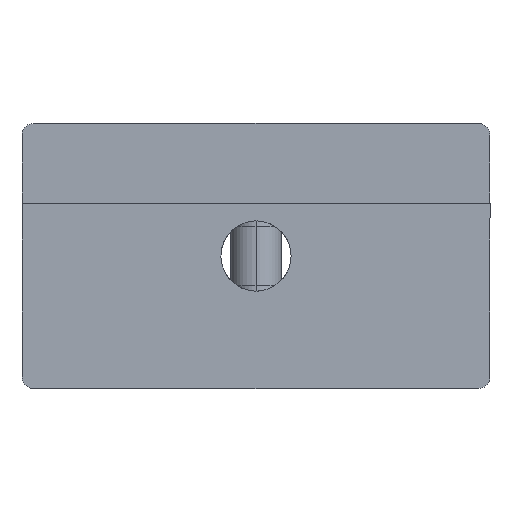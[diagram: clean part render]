
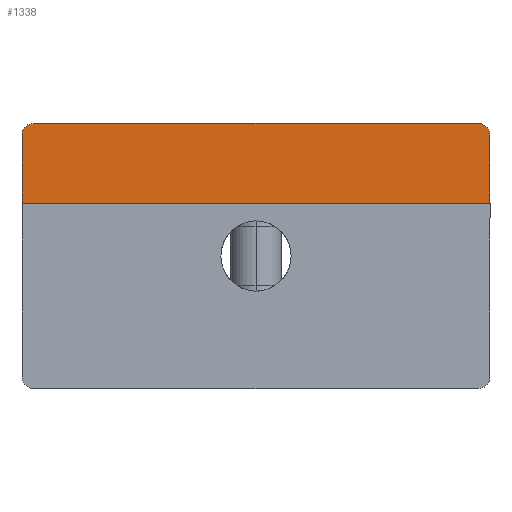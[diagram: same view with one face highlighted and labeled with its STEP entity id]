
A CAD part, left-side view. The second image highlights one B-rep face of the part: STEP entity #1338.
In plain terms, the highlighted cylindrical face has radius 500000 mm (diameter 1e+06 mm), a partial arc.
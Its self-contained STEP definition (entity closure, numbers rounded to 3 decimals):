
#3 = CARTESIAN_POINT ( 'NONE',  ( -55., -29.99, 15.696 ) ) ;
#23 = CARTESIAN_POINT ( 'NONE',  ( -55., 28.5, 17. ) ) ;
#35 = CARTESIAN_POINT ( 'NONE',  ( -55., -29.63, 16.491 ) ) ;
#55 = VERTEX_POINT ( 'NONE', #3288 ) ;
#148 = ORIENTED_EDGE ( 'NONE', *, *, #2167, .T. ) ;
#182 = CARTESIAN_POINT ( 'NONE',  ( -55., 29.414, 16.693 ) ) ;
#199 = CARTESIAN_POINT ( 'NONE',  ( -55., 30., 15.5 ) ) ;
#204 = LINE ( 'NONE', #3330, #225 ) ;
#206 = EDGE_CURVE ( 'NONE', #2331, #3248, #204, .T. ) ;
#225 = VECTOR ( 'NONE', #2799, 1000. ) ;
#256 = FACE_OUTER_BOUND ( 'NONE', #3211, .T. ) ;
#283 = CARTESIAN_POINT ( 'NONE',  ( -55., -28.5, 17. ) ) ;
#288 = AXIS2_PLACEMENT_3D ( 'NONE', #1595, #2684, #1080 ) ;
#431 = CARTESIAN_POINT ( 'NONE',  ( -55., 28.888, 16.952 ) ) ;
#453 = CARTESIAN_POINT ( 'NONE',  ( -55., 28.983, 16.923 ) ) ;
#465 = B_SPLINE_CURVE_WITH_KNOTS ( 'NONE', 3,
 ( #688, #1718, #2773, #431, #453, #1471, #2514, #182, #3059, #704, #1737, #2792, #2537, #199 ),
 .UNSPECIFIED., .F., .F.,
 ( 4, 2, 2, 2, 2, 2, 4 ),
 ( 0., 0., 0.001, 0.001, 0.001, 0.002, 0.002 ),
 .UNSPECIFIED. ) ;
#541 = CARTESIAN_POINT ( 'NONE',  ( -55., -28.698, 17. ) ) ;
#561 = CARTESIAN_POINT ( 'NONE',  ( -55., -30., 15.599 ) ) ;
#597 = CIRCLE ( 'NONE', #288, 500000. ) ;
#604 = ORIENTED_EDGE ( 'NONE', *, *, #206, .T. ) ;
#688 = CARTESIAN_POINT ( 'NONE',  ( -55., 28.5, 17. ) ) ;
#704 = CARTESIAN_POINT ( 'NONE',  ( -55., 29.699, 16.423 ) ) ;
#731 = DIRECTION ( 'NONE',  ( -1., 0., 0. ) ) ;
#751 = ORIENTED_EDGE ( 'NONE', *, *, #2627, .T. ) ;
#784 = VERTEX_POINT ( 'NONE', #1484 ) ;
#798 = CARTESIAN_POINT ( 'NONE',  ( -55., -30., 15.5 ) ) ;
#857 = ORIENTED_EDGE ( 'NONE', *, *, #1777, .T. ) ;
#948 = B_SPLINE_CURVE_WITH_KNOTS ( 'NONE', 3,
 ( #1580, #561, #3, #2363, #2842, #1312, #1065, #1037, #35, #2074, #2102, #1564, #541, #283 ),
 .UNSPECIFIED., .F., .F.,
 ( 4, 2, 2, 2, 2, 2, 4 ),
 ( 0., 0., 0.001, 0.001, 0.001, 0.002, 0.002 ),
 .UNSPECIFIED. ) ;
#965 = ORIENTED_EDGE ( 'NONE', *, *, #1175, .F. ) ;
#1003 = CARTESIAN_POINT ( 'NONE',  ( -55., -39., 6.75 ) ) ;
#1037 = CARTESIAN_POINT ( 'NONE',  ( -55., -29.693, 16.414 ) ) ;
#1065 = CARTESIAN_POINT ( 'NONE',  ( -55., -29.802, 16.251 ) ) ;
#1080 = DIRECTION ( 'NONE',  ( 1., 0., 0. ) ) ;
#1175 = EDGE_CURVE ( 'NONE', #784, #55, #597, .T. ) ;
#1312 = CARTESIAN_POINT ( 'NONE',  ( -55., -29.848, 16.165 ) ) ;
#1338 = ADVANCED_FACE ( 'NONE', ( #256 ), #2880, .F. ) ;
#1423 = AXIS2_PLACEMENT_3D ( 'NONE', #1623, #2680, #731 ) ;
#1467 = CARTESIAN_POINT ( 'NONE',  ( -55., -30., 6.75 ) ) ;
#1471 = CARTESIAN_POINT ( 'NONE',  ( -55., 29.165, 16.848 ) ) ;
#1484 = CARTESIAN_POINT ( 'NONE',  ( -55., 30., 6.75 ) ) ;
#1564 = CARTESIAN_POINT ( 'NONE',  ( -55., -28.895, 16.96 ) ) ;
#1580 = CARTESIAN_POINT ( 'NONE',  ( -55., -30., 15.5 ) ) ;
#1595 = CARTESIAN_POINT ( 'NONE',  ( -500055., 30., 0. ) ) ;
#1623 = CARTESIAN_POINT ( 'NONE',  ( -500055., -30., 0. ) ) ;
#1690 = VECTOR ( 'NONE', #3118, 1000. ) ;
#1718 = CARTESIAN_POINT ( 'NONE',  ( -55., 28.599, 17. ) ) ;
#1737 = CARTESIAN_POINT ( 'NONE',  ( -55., 29.81, 16.255 ) ) ;
#1777 = EDGE_CURVE ( 'NONE', #1780, #2331, #948, .T. ) ;
#1780 = VERTEX_POINT ( 'NONE', #798 ) ;
#2041 = DIRECTION ( 'NONE',  ( 0., 1., 0. ) ) ;
#2068 = CIRCLE ( 'NONE', #1423, 500000. ) ;
#2074 = CARTESIAN_POINT ( 'NONE',  ( -55., -29.423, 16.698 ) ) ;
#2078 = CARTESIAN_POINT ( 'NONE',  ( -500055., -39., 0. ) ) ;
#2102 = CARTESIAN_POINT ( 'NONE',  ( -55., -29.256, 16.81 ) ) ;
#2167 = EDGE_CURVE ( 'NONE', #3248, #55, #465, .T. ) ;
#2210 = ORIENTED_EDGE ( 'NONE', *, *, #2728, .F. ) ;
#2315 = DIRECTION ( 'NONE',  ( 0., 0., 1. ) ) ;
#2331 = VERTEX_POINT ( 'NONE', #3296 ) ;
#2363 = CARTESIAN_POINT ( 'NONE',  ( -55., -29.952, 15.888 ) ) ;
#2514 = CARTESIAN_POINT ( 'NONE',  ( -55., 29.251, 16.802 ) ) ;
#2537 = CARTESIAN_POINT ( 'NONE',  ( -55., 30., 15.698 ) ) ;
#2568 = LINE ( 'NONE', #1003, #1690 ) ;
#2627 = EDGE_CURVE ( 'NONE', #784, #3020, #2568, .T. ) ;
#2680 = DIRECTION ( 'NONE',  ( 0., 1., 0. ) ) ;
#2684 = DIRECTION ( 'NONE',  ( 0., -1., 0. ) ) ;
#2728 = EDGE_CURVE ( 'NONE', #1780, #3020, #2068, .T. ) ;
#2736 = AXIS2_PLACEMENT_3D ( 'NONE', #2078, #2041, #2315 ) ;
#2773 = CARTESIAN_POINT ( 'NONE',  ( -55., 28.696, 16.99 ) ) ;
#2792 = CARTESIAN_POINT ( 'NONE',  ( -55., 29.96, 15.895 ) ) ;
#2799 = DIRECTION ( 'NONE',  ( 0., 1., 0. ) ) ;
#2842 = CARTESIAN_POINT ( 'NONE',  ( -55., -29.923, 15.983 ) ) ;
#2880 = CYLINDRICAL_SURFACE ( 'NONE', #2736, 500000. ) ;
#3020 = VERTEX_POINT ( 'NONE', #1467 ) ;
#3059 = CARTESIAN_POINT ( 'NONE',  ( -55., 29.491, 16.63 ) ) ;
#3118 = DIRECTION ( 'NONE',  ( 0., -1., 0. ) ) ;
#3211 = EDGE_LOOP ( 'NONE', ( #2210, #857, #604, #148, #965, #751 ) ) ;
#3248 = VERTEX_POINT ( 'NONE', #23 ) ;
#3288 = CARTESIAN_POINT ( 'NONE',  ( -55., 30., 15.5 ) ) ;
#3296 = CARTESIAN_POINT ( 'NONE',  ( -55., -28.5, 17. ) ) ;
#3330 = CARTESIAN_POINT ( 'NONE',  ( -55., -50., 17. ) ) ;
